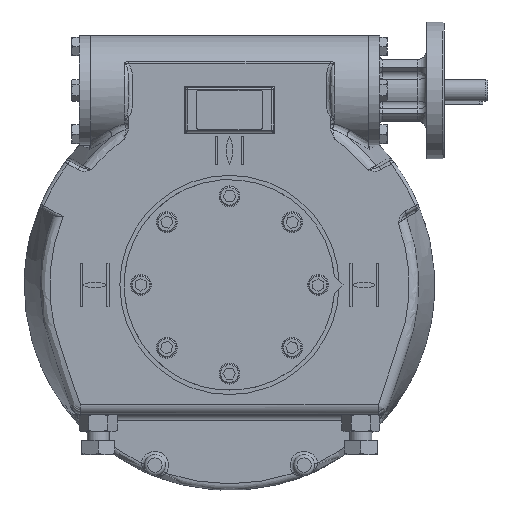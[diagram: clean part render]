
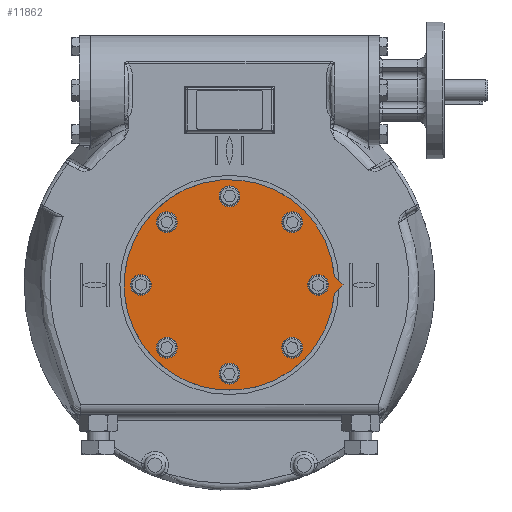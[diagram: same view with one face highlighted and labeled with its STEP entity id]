
A CAD part, top view. The second image highlights one B-rep face of the part: STEP entity #11862.
In plain terms, the highlighted planar face has unit normal (0, 0, 1).
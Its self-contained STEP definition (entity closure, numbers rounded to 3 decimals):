
#1276=CIRCLE('',#15084,96.25);
#1285=CIRCLE('',#15097,6.5);
#1286=CIRCLE('',#15098,6.5);
#1287=CIRCLE('',#15099,6.5);
#1288=CIRCLE('',#15100,6.5);
#1289=CIRCLE('',#15101,6.5);
#1290=CIRCLE('',#15102,6.5);
#1291=CIRCLE('',#15103,6.5);
#1292=CIRCLE('',#15104,6.5);
#3573=ORIENTED_EDGE('',*,*,#5968,.F.);
#3574=ORIENTED_EDGE('',*,*,#5969,.F.);
#3575=ORIENTED_EDGE('',*,*,#5970,.F.);
#3576=ORIENTED_EDGE('',*,*,#5971,.F.);
#3577=ORIENTED_EDGE('',*,*,#5972,.F.);
#3578=ORIENTED_EDGE('',*,*,#5973,.F.);
#3579=ORIENTED_EDGE('',*,*,#5974,.F.);
#3580=ORIENTED_EDGE('',*,*,#5975,.F.);
#3581=ORIENTED_EDGE('',*,*,#5953,.T.);
#3582=ORIENTED_EDGE('',*,*,#5957,.T.);
#3583=ORIENTED_EDGE('',*,*,#5959,.T.);
#5953=EDGE_CURVE('',#7468,#7467,#1276,.T.);
#5957=EDGE_CURVE('',#7467,#7470,#8289,.T.);
#5959=EDGE_CURVE('',#7470,#7468,#8291,.T.);
#5968=EDGE_CURVE('',#7479,#7479,#1285,.T.);
#5969=EDGE_CURVE('',#7480,#7480,#1286,.T.);
#5970=EDGE_CURVE('',#7481,#7481,#1287,.T.);
#5971=EDGE_CURVE('',#7482,#7482,#1288,.T.);
#5972=EDGE_CURVE('',#7483,#7483,#1289,.T.);
#5973=EDGE_CURVE('',#7484,#7484,#1290,.T.);
#5974=EDGE_CURVE('',#7485,#7485,#1291,.T.);
#5975=EDGE_CURVE('',#7486,#7486,#1292,.T.);
#7467=VERTEX_POINT('',#29660);
#7468=VERTEX_POINT('',#29662);
#7470=VERTEX_POINT('',#29668);
#7479=VERTEX_POINT('',#29692);
#7480=VERTEX_POINT('',#29694);
#7481=VERTEX_POINT('',#29696);
#7482=VERTEX_POINT('',#29698);
#7483=VERTEX_POINT('',#29700);
#7484=VERTEX_POINT('',#29702);
#7485=VERTEX_POINT('',#29704);
#7486=VERTEX_POINT('',#29706);
#8289=LINE('',#29669,#8932);
#8291=LINE('',#29672,#8934);
#8932=VECTOR('',#17395,1000.);
#8934=VECTOR('',#17399,1000.);
#9815=EDGE_LOOP('',(#3573));
#9816=EDGE_LOOP('',(#3574));
#9817=EDGE_LOOP('',(#3575));
#9818=EDGE_LOOP('',(#3576));
#9819=EDGE_LOOP('',(#3577));
#9820=EDGE_LOOP('',(#3578));
#9821=EDGE_LOOP('',(#3579));
#9822=EDGE_LOOP('',(#3580));
#9823=EDGE_LOOP('',(#3581,#3582,#3583));
#10778=FACE_BOUND('',#9815,.T.);
#10779=FACE_BOUND('',#9816,.T.);
#10780=FACE_BOUND('',#9817,.T.);
#10781=FACE_BOUND('',#9818,.T.);
#10782=FACE_BOUND('',#9819,.T.);
#10783=FACE_BOUND('',#9820,.T.);
#10784=FACE_BOUND('',#9821,.T.);
#10785=FACE_BOUND('',#9822,.T.);
#10786=FACE_BOUND('',#9823,.T.);
#11272=PLANE('',#15096);
#11862=ADVANCED_FACE('',(#10778,#10779,#10780,#10781,#10782,#10783,#10784,
#10785,#10786),#11272,.T.);
#15084=AXIS2_PLACEMENT_3D('',#29661,#17388,#17389);
#15096=AXIS2_PLACEMENT_3D('',#29690,#17418,#17419);
#15097=AXIS2_PLACEMENT_3D('',#29691,#17420,#17421);
#15098=AXIS2_PLACEMENT_3D('',#29693,#17422,#17423);
#15099=AXIS2_PLACEMENT_3D('',#29695,#17424,#17425);
#15100=AXIS2_PLACEMENT_3D('',#29697,#17426,#17427);
#15101=AXIS2_PLACEMENT_3D('',#29699,#17428,#17429);
#15102=AXIS2_PLACEMENT_3D('',#29701,#17430,#17431);
#15103=AXIS2_PLACEMENT_3D('',#29703,#17432,#17433);
#15104=AXIS2_PLACEMENT_3D('',#29705,#17434,#17435);
#17388=DIRECTION('',(0.,0.,1.));
#17389=DIRECTION('',(1.,0.,0.));
#17395=DIRECTION('',(0.707,0.707,0.));
#17399=DIRECTION('',(-0.707,0.707,0.));
#17418=DIRECTION('',(0.,0.,1.));
#17419=DIRECTION('',(1.,0.,0.));
#17420=DIRECTION('',(0.,0.,1.));
#17421=DIRECTION('',(0.707,0.707,0.));
#17422=DIRECTION('',(0.,0.,1.));
#17423=DIRECTION('',(0.,1.,0.));
#17424=DIRECTION('',(0.,0.,1.));
#17425=DIRECTION('',(-0.707,0.707,0.));
#17426=DIRECTION('',(0.,0.,1.));
#17427=DIRECTION('',(-1.,0.,0.));
#17428=DIRECTION('',(0.,0.,1.));
#17429=DIRECTION('',(-0.707,-0.707,0.));
#17430=DIRECTION('',(0.,0.,1.));
#17431=DIRECTION('',(0.,-1.,0.));
#17432=DIRECTION('',(0.,0.,1.));
#17433=DIRECTION('',(0.707,-0.707,0.));
#17434=DIRECTION('',(0.,0.,1.));
#17435=DIRECTION('',(1.,0.,0.));
#29660=CARTESIAN_POINT('',(95.932,-7.818,54.15));
#29661=CARTESIAN_POINT('',(0.,0.,54.15));
#29662=CARTESIAN_POINT('',(95.932,7.818,54.15));
#29668=CARTESIAN_POINT('',(103.75,0.,54.15));
#29669=CARTESIAN_POINT('',(95.932,-7.818,54.15));
#29672=CARTESIAN_POINT('',(103.75,0.,54.15));
#29690=CARTESIAN_POINT('',(0.,0.,54.15));
#29691=CARTESIAN_POINT('',(-57.276,57.276,54.15));
#29692=CARTESIAN_POINT('',(-52.679,61.872,54.15));
#29693=CARTESIAN_POINT('',(-81.,0.,54.15));
#29694=CARTESIAN_POINT('',(-81.,6.5,54.15));
#29695=CARTESIAN_POINT('',(-57.276,-57.276,54.15));
#29696=CARTESIAN_POINT('',(-61.872,-52.679,54.15));
#29697=CARTESIAN_POINT('',(0.,-81.,54.15));
#29698=CARTESIAN_POINT('',(-6.5,-81.,54.15));
#29699=CARTESIAN_POINT('',(57.276,-57.276,54.15));
#29700=CARTESIAN_POINT('',(52.679,-61.872,54.15));
#29701=CARTESIAN_POINT('',(81.,0.,54.15));
#29702=CARTESIAN_POINT('',(81.,-6.5,54.15));
#29703=CARTESIAN_POINT('',(57.276,57.276,54.15));
#29704=CARTESIAN_POINT('',(61.872,52.679,54.15));
#29705=CARTESIAN_POINT('',(0.,81.,54.15));
#29706=CARTESIAN_POINT('',(6.5,81.,54.15));
